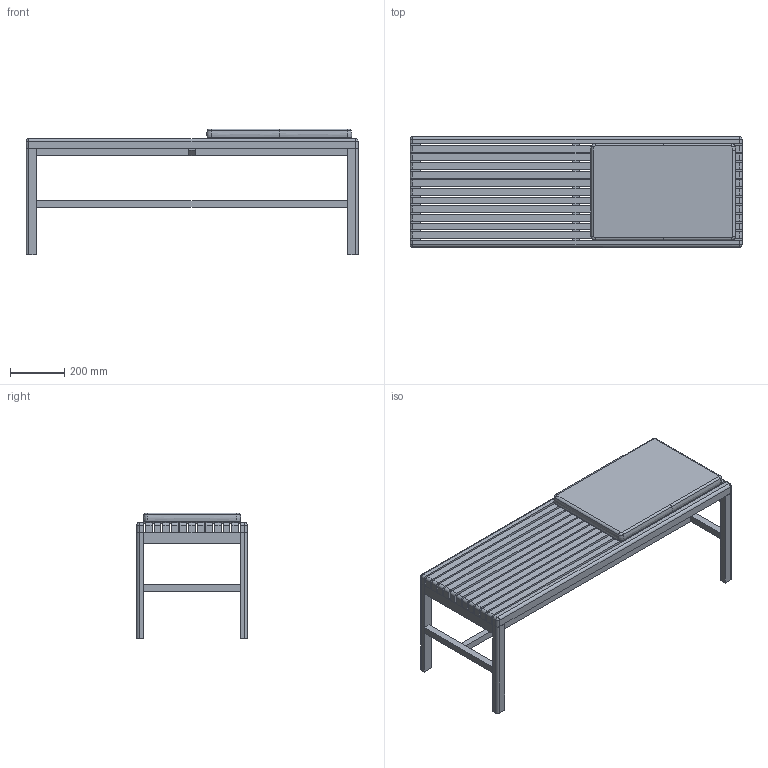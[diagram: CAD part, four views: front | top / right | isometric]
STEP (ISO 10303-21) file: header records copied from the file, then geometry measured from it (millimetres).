
FILE_DESCRIPTION(/* description */ (''),/* implementation_level */ '2;1');
FILE_NAME(/* name */ 'Slat_Bench_CB-39_3D',/* time_stamp */ '2023-10-06T12:48:37+02:00',/* author */ (''),/* organization */ (''),/* preprocessor_version */ 'ST-DEVELOPER v16.5',/* originating_system */ 'Rhino 7.31',/* authorisation */ '');
FILE_SCHEMA (('AUTOMOTIVE_DESIGN'));
Length unit declared in the file: centimetre
Products named in the file (2): Document; Slat_Bench_CB-39
Assembly tree (1 placements, depth 2):
  Document
    Slat_Bench_CB-39
Bounding box: 1220 x 406 x 462.9 mm (x, y, z)
Volume: 23158258.1 mm3; surface area: 3094265.1 mm2
Topology: 20 solids, 34 shells, 231 faces, 527 edges, 348 vertices
Faces by surface type: plane 158, cylinder 44, bspline 29
Entity records: 6304 total; most frequent: CARTESIAN_POINT 2322, ORIENTED_EDGE 990, EDGE_CURVE 527, B_SPLINE_CURVE_WITH_KNOTS 392, VERTEX_POINT 348, ADVANCED_FACE 231, FACE_OUTER_BOUND 231, EDGE_LOOP 231
